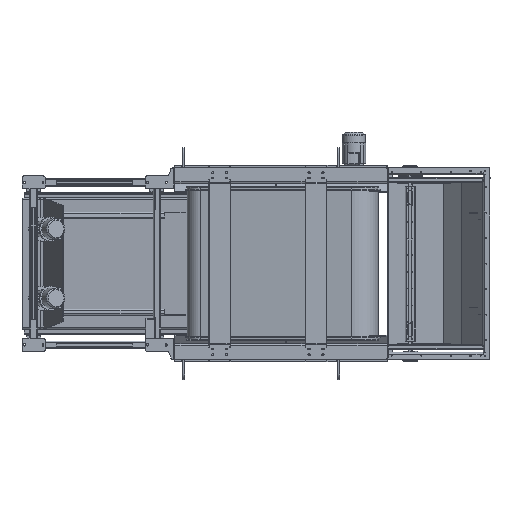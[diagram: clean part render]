
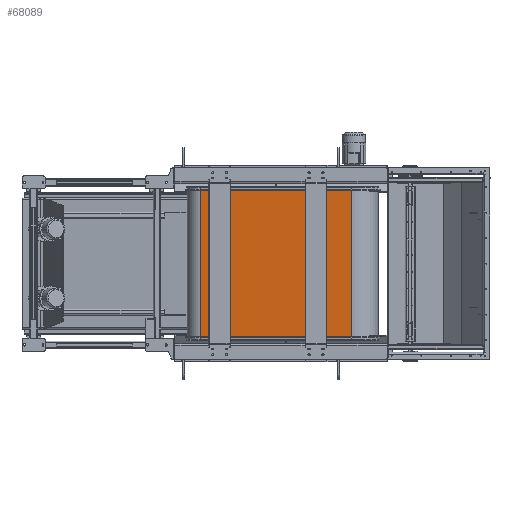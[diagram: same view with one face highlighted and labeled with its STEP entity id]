
A CAD part, front view. The second image highlights one B-rep face of the part: STEP entity #68089.
In plain terms, the highlighted face is planar.
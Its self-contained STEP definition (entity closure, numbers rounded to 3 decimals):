
#9585=FACE_OUTER_BOUND('',#13297,.T.);
#13297=EDGE_LOOP('',(#50945,#50946,#50947,#50948));
#17913=LINE('',#104301,#24540);
#17938=LINE('',#104371,#24565);
#17942=LINE('',#104381,#24569);
#17943=LINE('',#104382,#24570);
#24540=VECTOR('',#82833,10.);
#24565=VECTOR('',#82910,10.);
#24569=VECTOR('',#82920,10.);
#24570=VECTOR('',#82921,10.);
#31003=VERTEX_POINT('',#104298);
#31004=VERTEX_POINT('',#104300);
#31023=VERTEX_POINT('',#104370);
#31026=VERTEX_POINT('',#104380);
#38257=EDGE_CURVE('',#31004,#31003,#17913,.T.);
#38292=EDGE_CURVE('',#31023,#31004,#17938,.T.);
#38297=EDGE_CURVE('',#31003,#31026,#17942,.T.);
#38298=EDGE_CURVE('',#31026,#31023,#17943,.T.);
#50945=ORIENTED_EDGE('',*,*,#38257,.T.);
#50946=ORIENTED_EDGE('',*,*,#38297,.T.);
#50947=ORIENTED_EDGE('',*,*,#38298,.T.);
#50948=ORIENTED_EDGE('',*,*,#38292,.T.);
#65661=PLANE('',#72977);
#68089=ADVANCED_FACE('',(#9585),#65661,.T.);
#72977=AXIS2_PLACEMENT_3D('',#104379,#82918,#82919);
#82833=DIRECTION('',(0.993,0.118,0.));
#82910=DIRECTION('',(0.,0.,-1.));
#82918=DIRECTION('center_axis',(0.118,-0.993,0.));
#82919=DIRECTION('ref_axis',(0.,0.,-1.));
#82920=DIRECTION('',(0.,0.,1.));
#82921=DIRECTION('',(-0.993,-0.118,0.));
#104298=CARTESIAN_POINT('',(1653.278,-64.871,-788.5));
#104300=CARTESIAN_POINT('',(30.483,-257.2,-788.5));
#104301=CARTESIAN_POINT('',(1663.476,-63.662,-788.5));
#104370=CARTESIAN_POINT('',(30.483,-257.2,788.5));
#104371=CARTESIAN_POINT('',(30.483,-257.2,0.));
#104379=CARTESIAN_POINT('Origin',(1653.278,-64.871,0.));
#104380=CARTESIAN_POINT('',(1653.278,-64.871,788.5));
#104381=CARTESIAN_POINT('',(1653.278,-64.871,0.));
#104382=CARTESIAN_POINT('',(1663.476,-63.662,788.5));
